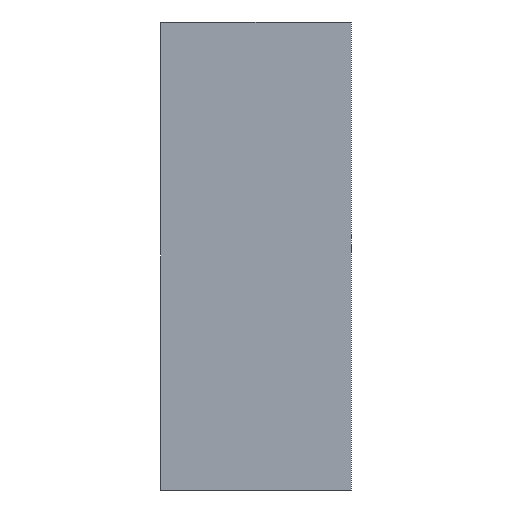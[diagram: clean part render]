
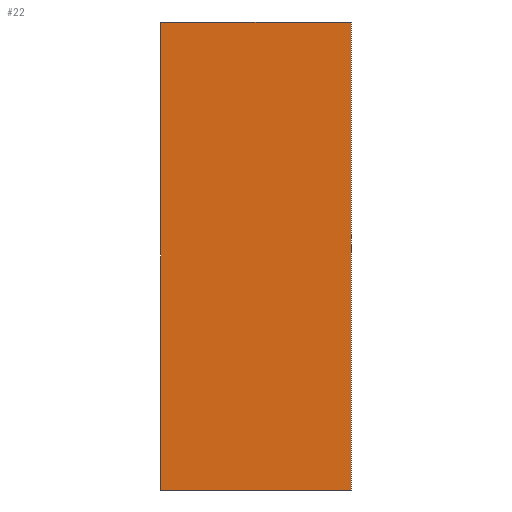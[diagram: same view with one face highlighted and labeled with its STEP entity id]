
A CAD part, left-side view. The second image highlights one B-rep face of the part: STEP entity #22.
In plain terms, the highlighted planar face has unit normal (-1, 0, 0).
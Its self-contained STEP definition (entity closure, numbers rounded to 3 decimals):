
#16 = VECTOR ( 'NONE', #447, 1000. ) ;
#22 = ADVANCED_FACE ( 'NONE', ( #156 ), #906, .F. ) ;
#36 = VECTOR ( 'NONE', #513, 1000. ) ;
#41 = LINE ( 'NONE', #49, #608 ) ;
#47 = LINE ( 'NONE', #1003, #16 ) ;
#49 = CARTESIAN_POINT ( 'NONE',  ( -1.55, 0.65, 0.8 ) ) ;
#81 = VERTEX_POINT ( 'NONE', #487 ) ;
#156 = FACE_OUTER_BOUND ( 'NONE', #706, .T. ) ;
#237 = ORIENTED_EDGE ( 'NONE', *, *, #303, .F. ) ;
#278 = EDGE_CURVE ( 'NONE', #477, #919, #712, .T. ) ;
#301 = CARTESIAN_POINT ( 'NONE',  ( -1.55, 0.65, 0.8 ) ) ;
#303 = EDGE_CURVE ( 'NONE', #745, #81, #1098, .T. ) ;
#314 = CARTESIAN_POINT ( 'NONE',  ( -1.55, 0.65, 0.8 ) ) ;
#331 = EDGE_CURVE ( 'NONE', #81, #919, #41, .T. ) ;
#359 = EDGE_CURVE ( 'NONE', #745, #477, #47, .T. ) ;
#403 = DIRECTION ( 'NONE',  ( 0., 0., -1. ) ) ;
#447 = DIRECTION ( 'NONE',  ( 0., -1., 0. ) ) ;
#477 = VERTEX_POINT ( 'NONE', #904 ) ;
#487 = CARTESIAN_POINT ( 'NONE',  ( -1.55, 0.65, 0.8 ) ) ;
#513 = DIRECTION ( 'NONE',  ( 0., 0., 1. ) ) ;
#533 = DIRECTION ( 'NONE',  ( 1., 0., 0. ) ) ;
#535 = DIRECTION ( 'NONE',  ( 0., -1., 0. ) ) ;
#570 = CARTESIAN_POINT ( 'NONE',  ( -1.55, 0., 0.8 ) ) ;
#608 = VECTOR ( 'NONE', #535, 1000. ) ;
#612 = CARTESIAN_POINT ( 'NONE',  ( -1.55, 0., 0.8 ) ) ;
#633 = AXIS2_PLACEMENT_3D ( 'NONE', #301, #533, #403 ) ;
#682 = CARTESIAN_POINT ( 'NONE',  ( -1.55, 0.65, -0.8 ) ) ;
#706 = EDGE_LOOP ( 'NONE', ( #994, #1199, #237, #713 ) ) ;
#712 = LINE ( 'NONE', #612, #1111 ) ;
#713 = ORIENTED_EDGE ( 'NONE', *, *, #359, .T. ) ;
#745 = VERTEX_POINT ( 'NONE', #682 ) ;
#904 = CARTESIAN_POINT ( 'NONE',  ( -1.55, 0., -0.8 ) ) ;
#906 = PLANE ( 'NONE',  #633 ) ;
#919 = VERTEX_POINT ( 'NONE', #570 ) ;
#993 = DIRECTION ( 'NONE',  ( 0., 0., 1. ) ) ;
#994 = ORIENTED_EDGE ( 'NONE', *, *, #278, .T. ) ;
#1003 = CARTESIAN_POINT ( 'NONE',  ( -1.55, 0.65, -0.8 ) ) ;
#1098 = LINE ( 'NONE', #314, #36 ) ;
#1111 = VECTOR ( 'NONE', #993, 1000. ) ;
#1199 = ORIENTED_EDGE ( 'NONE', *, *, #331, .F. ) ;
